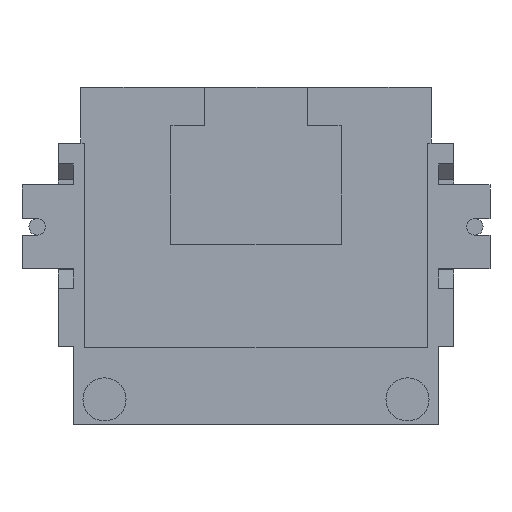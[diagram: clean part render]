
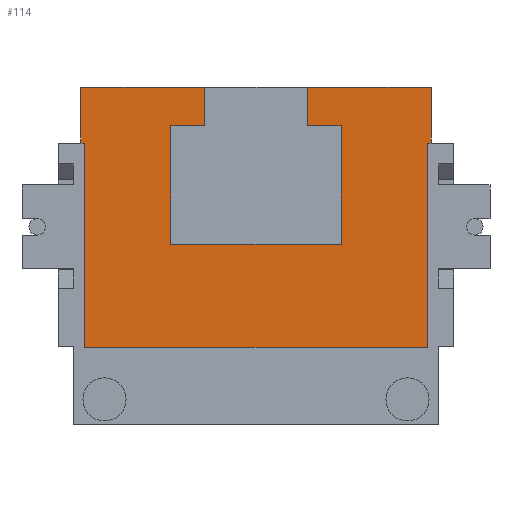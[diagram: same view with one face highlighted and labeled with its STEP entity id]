
A CAD part, front view. The second image highlights one B-rep face of the part: STEP entity #114.
In plain terms, the highlighted planar face has unit normal (0, -1, 0).
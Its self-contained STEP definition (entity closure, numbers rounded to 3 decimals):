
#61 = EDGE_LOOP ( 'NONE', ( #256, #260, #263, #266, #269, #332, #335, #338, #251, #254, #319, #322, #325, #328, #302, #305 ) ) ;
#114 = ADVANCED_FACE ( 'NONE', ( #1250 ), #1249, .F. ) ;
#249 = EDGE_CURVE ( 'NONE', #337, #250, #1472, .T. ) ;
#250 = VERTEX_POINT ( 'NONE', #1533 ) ;
#251 = ORIENTED_EDGE ( 'NONE', *, *, #252, .F. ) ;
#252 = EDGE_CURVE ( 'NONE', #253, #250, #1532, .T. ) ;
#253 = VERTEX_POINT ( 'NONE', #1528 ) ;
#254 = ORIENTED_EDGE ( 'NONE', *, *, #255, .T. ) ;
#255 = EDGE_CURVE ( 'NONE', #253, #318, #1527, .T. ) ;
#256 = ORIENTED_EDGE ( 'NONE', *, *, #257, .F. ) ;
#257 = EDGE_CURVE ( 'NONE', #258, #259, #1523, .T. ) ;
#258 = VERTEX_POINT ( 'NONE', #1519 ) ;
#259 = VERTEX_POINT ( 'NONE', #1518 ) ;
#260 = ORIENTED_EDGE ( 'NONE', *, *, #261, .F. ) ;
#261 = EDGE_CURVE ( 'NONE', #262, #258, #1517, .T. ) ;
#262 = VERTEX_POINT ( 'NONE', #1513 ) ;
#263 = ORIENTED_EDGE ( 'NONE', *, *, #264, .T. ) ;
#264 = EDGE_CURVE ( 'NONE', #262, #265, #1512, .T. ) ;
#265 = VERTEX_POINT ( 'NONE', #1508 ) ;
#266 = ORIENTED_EDGE ( 'NONE', *, *, #267, .F. ) ;
#267 = EDGE_CURVE ( 'NONE', #268, #265, #1507, .T. ) ;
#268 = VERTEX_POINT ( 'NONE', #1564 ) ;
#269 = ORIENTED_EDGE ( 'NONE', *, *, #270, .T. ) ;
#270 = EDGE_CURVE ( 'NONE', #268, #331, #1563, .T. ) ;
#302 = ORIENTED_EDGE ( 'NONE', *, *, #303, .F. ) ;
#303 = EDGE_CURVE ( 'NONE', #304, #330, #1611, .T. ) ;
#304 = VERTEX_POINT ( 'NONE', #1607 ) ;
#305 = ORIENTED_EDGE ( 'NONE', *, *, #306, .F. ) ;
#306 = EDGE_CURVE ( 'NONE', #259, #304, #1605, .T. ) ;
#318 = VERTEX_POINT ( 'NONE', #1678 ) ;
#319 = ORIENTED_EDGE ( 'NONE', *, *, #320, .F. ) ;
#320 = EDGE_CURVE ( 'NONE', #321, #318, #1677, .T. ) ;
#321 = VERTEX_POINT ( 'NONE', #1673 ) ;
#322 = ORIENTED_EDGE ( 'NONE', *, *, #323, .F. ) ;
#323 = EDGE_CURVE ( 'NONE', #324, #321, #1672, .T. ) ;
#324 = VERTEX_POINT ( 'NONE', #1668 ) ;
#325 = ORIENTED_EDGE ( 'NONE', *, *, #326, .F. ) ;
#326 = EDGE_CURVE ( 'NONE', #327, #324, #1667, .T. ) ;
#327 = VERTEX_POINT ( 'NONE', #1663 ) ;
#328 = ORIENTED_EDGE ( 'NONE', *, *, #329, .F. ) ;
#329 = EDGE_CURVE ( 'NONE', #330, #327, #1662, .T. ) ;
#330 = VERTEX_POINT ( 'NONE', #1658 ) ;
#331 = VERTEX_POINT ( 'NONE', #1657 ) ;
#332 = ORIENTED_EDGE ( 'NONE', *, *, #333, .F. ) ;
#333 = EDGE_CURVE ( 'NONE', #334, #331, #1656, .T. ) ;
#334 = VERTEX_POINT ( 'NONE', #1652 ) ;
#335 = ORIENTED_EDGE ( 'NONE', *, *, #336, .T. ) ;
#336 = EDGE_CURVE ( 'NONE', #334, #337, #1713, .T. ) ;
#337 = VERTEX_POINT ( 'NONE', #1709 ) ;
#338 = ORIENTED_EDGE ( 'NONE', *, *, #249, .T. ) ;
#1244 = DIRECTION ( 'NONE',  ( 0., 0., 1. ) ) ;
#1245 = DIRECTION ( 'NONE',  ( 0., 1., 0. ) ) ;
#1246 = AXIS2_PLACEMENT_3D ( 'NONE', #1248, #1245, #1244 ) ;
#1248 = CARTESIAN_POINT ( 'NONE',  ( -7.8, 0., 13.3 ) ) ;
#1249 = PLANE ( 'NONE',  #1246 ) ;
#1250 = FACE_OUTER_BOUND ( 'NONE', #61, .T. ) ;
#1469 = DIRECTION ( 'NONE',  ( 1., 0., 0. ) ) ;
#1470 = VECTOR ( 'NONE', #1469, 1000. ) ;
#1471 = CARTESIAN_POINT ( 'NONE',  ( -7.8, 0., 3.05 ) ) ;
#1472 = LINE ( 'NONE', #1471, #1470 ) ;
#1504 = DIRECTION ( 'NONE',  ( 1., 0., 0. ) ) ;
#1505 = VECTOR ( 'NONE', #1504, 1000. ) ;
#1506 = CARTESIAN_POINT ( 'NONE',  ( -7.8, 0., 13.3 ) ) ;
#1507 = LINE ( 'NONE', #1506, #1505 ) ;
#1508 = CARTESIAN_POINT ( 'NONE',  ( -2.04, 0., 13.3 ) ) ;
#1509 = DIRECTION ( 'NONE',  ( 0., 0., 1. ) ) ;
#1510 = VECTOR ( 'NONE', #1509, 1000. ) ;
#1511 = CARTESIAN_POINT ( 'NONE',  ( -2.04, 0., 11.79 ) ) ;
#1512 = LINE ( 'NONE', #1511, #1510 ) ;
#1513 = CARTESIAN_POINT ( 'NONE',  ( -2.04, 0., 11.79 ) ) ;
#1514 = DIRECTION ( 'NONE',  ( -1., 0., 0. ) ) ;
#1515 = VECTOR ( 'NONE', #1514, 1000. ) ;
#1516 = CARTESIAN_POINT ( 'NONE',  ( -3.35, 0., 11.79 ) ) ;
#1517 = LINE ( 'NONE', #1516, #1515 ) ;
#1518 = CARTESIAN_POINT ( 'NONE',  ( -3.35, 0., 7.11 ) ) ;
#1519 = CARTESIAN_POINT ( 'NONE',  ( -3.35, 0., 11.79 ) ) ;
#1520 = DIRECTION ( 'NONE',  ( 0., 0., -1. ) ) ;
#1521 = VECTOR ( 'NONE', #1520, 1000. ) ;
#1522 = CARTESIAN_POINT ( 'NONE',  ( -3.35, 0., 7.11 ) ) ;
#1523 = LINE ( 'NONE', #1522, #1521 ) ;
#1524 = DIRECTION ( 'NONE',  ( 1., 0., 0. ) ) ;
#1525 = VECTOR ( 'NONE', #1524, 1000. ) ;
#1526 = CARTESIAN_POINT ( 'NONE',  ( 6.75, 0., 11.1 ) ) ;
#1527 = LINE ( 'NONE', #1526, #1525 ) ;
#1528 = CARTESIAN_POINT ( 'NONE',  ( 6.75, 0., 11.1 ) ) ;
#1529 = DIRECTION ( 'NONE',  ( 0., 0., -1. ) ) ;
#1530 = VECTOR ( 'NONE', #1529, 1000. ) ;
#1531 = CARTESIAN_POINT ( 'NONE',  ( 6.75, 0., 11.1 ) ) ;
#1532 = LINE ( 'NONE', #1531, #1530 ) ;
#1533 = CARTESIAN_POINT ( 'NONE',  ( 6.75, 0., 3.05 ) ) ;
#1560 = DIRECTION ( 'NONE',  ( 0., 0., -1. ) ) ;
#1561 = VECTOR ( 'NONE', #1560, 1000. ) ;
#1562 = CARTESIAN_POINT ( 'NONE',  ( -6.9, 0., 13.3 ) ) ;
#1563 = LINE ( 'NONE', #1562, #1561 ) ;
#1564 = CARTESIAN_POINT ( 'NONE',  ( -6.9, 0., 13.3 ) ) ;
#1602 = DIRECTION ( 'NONE',  ( 1., 0., 0. ) ) ;
#1603 = VECTOR ( 'NONE', #1602, 1000. ) ;
#1604 = CARTESIAN_POINT ( 'NONE',  ( -3.35, 0., 7.11 ) ) ;
#1605 = LINE ( 'NONE', #1604, #1603 ) ;
#1607 = CARTESIAN_POINT ( 'NONE',  ( 3.35, 0., 7.11 ) ) ;
#1608 = DIRECTION ( 'NONE',  ( 0., 0., 1. ) ) ;
#1609 = VECTOR ( 'NONE', #1608, 1000. ) ;
#1610 = CARTESIAN_POINT ( 'NONE',  ( 3.35, 0., 7.11 ) ) ;
#1611 = LINE ( 'NONE', #1610, #1609 ) ;
#1652 = CARTESIAN_POINT ( 'NONE',  ( -6.75, 0., 11.1 ) ) ;
#1653 = DIRECTION ( 'NONE',  ( -1., 0., 0. ) ) ;
#1654 = VECTOR ( 'NONE', #1653, 1000. ) ;
#1655 = CARTESIAN_POINT ( 'NONE',  ( -6.75, 0., 11.1 ) ) ;
#1656 = LINE ( 'NONE', #1655, #1654 ) ;
#1657 = CARTESIAN_POINT ( 'NONE',  ( -6.9, 0., 11.1 ) ) ;
#1658 = CARTESIAN_POINT ( 'NONE',  ( 3.35, 0., 11.79 ) ) ;
#1659 = DIRECTION ( 'NONE',  ( -1., 0., 0. ) ) ;
#1660 = VECTOR ( 'NONE', #1659, 1000. ) ;
#1661 = CARTESIAN_POINT ( 'NONE',  ( -3.35, 0., 11.79 ) ) ;
#1662 = LINE ( 'NONE', #1661, #1660 ) ;
#1663 = CARTESIAN_POINT ( 'NONE',  ( 2.04, 0., 11.79 ) ) ;
#1664 = DIRECTION ( 'NONE',  ( 0., 0., 1. ) ) ;
#1665 = VECTOR ( 'NONE', #1664, 1000. ) ;
#1666 = CARTESIAN_POINT ( 'NONE',  ( 2.04, 0., 11.79 ) ) ;
#1667 = LINE ( 'NONE', #1666, #1665 ) ;
#1668 = CARTESIAN_POINT ( 'NONE',  ( 2.04, 0., 13.3 ) ) ;
#1669 = DIRECTION ( 'NONE',  ( 1., 0., 0. ) ) ;
#1670 = VECTOR ( 'NONE', #1669, 1000. ) ;
#1671 = CARTESIAN_POINT ( 'NONE',  ( -7.8, 0., 13.3 ) ) ;
#1672 = LINE ( 'NONE', #1671, #1670 ) ;
#1673 = CARTESIAN_POINT ( 'NONE',  ( 6.9, 0., 13.3 ) ) ;
#1674 = DIRECTION ( 'NONE',  ( 0., 0., -1. ) ) ;
#1675 = VECTOR ( 'NONE', #1674, 1000. ) ;
#1676 = CARTESIAN_POINT ( 'NONE',  ( 6.9, 0., 13.3 ) ) ;
#1677 = LINE ( 'NONE', #1676, #1675 ) ;
#1678 = CARTESIAN_POINT ( 'NONE',  ( 6.9, 0., 11.1 ) ) ;
#1709 = CARTESIAN_POINT ( 'NONE',  ( -6.75, 0., 3.05 ) ) ;
#1710 = DIRECTION ( 'NONE',  ( 0., 0., -1. ) ) ;
#1711 = VECTOR ( 'NONE', #1710, 1000. ) ;
#1712 = CARTESIAN_POINT ( 'NONE',  ( -6.75, 0., 11.1 ) ) ;
#1713 = LINE ( 'NONE', #1712, #1711 ) ;
